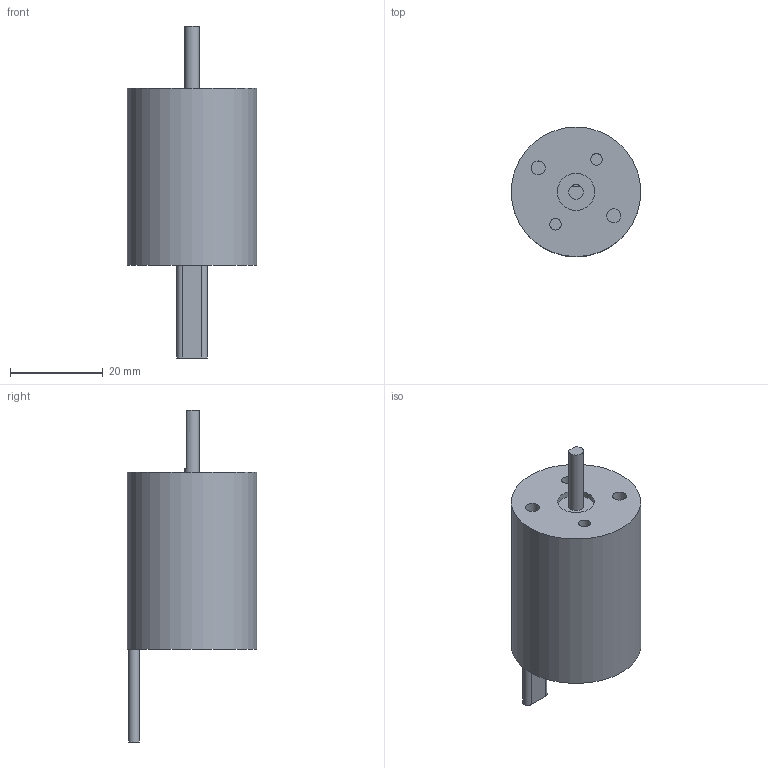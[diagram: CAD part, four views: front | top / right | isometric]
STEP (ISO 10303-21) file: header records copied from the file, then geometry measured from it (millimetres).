
FILE_DESCRIPTION(/* description */ (''),/* implementation_level */ '2;1');
FILE_NAME(/* name */ 'S2838 BL Motor .step',/* time_stamp */ '2023-05-17T14:44:36-04:00',/* author */ (''),/* organization */ (''),/* preprocessor_version */ 'ST-DEVELOPER v19.2',/* originating_system */ 'Autodesk Translation Framework v12.4.0.73',/* authorisation */ '');
FILE_SCHEMA (('AUTOMOTIVE_DESIGN { 1 0 10303 214 3 1 1 }'));
Length unit declared in the file: millimetre
Products named in the file (1): S2838 BL Motor
Bounding box: 27.85 x 27.85 x 71.4 mm (x, y, z)
Volume: 23142.8 mm3; surface area: 5426.4 mm2
Topology: 1 solids, 1 shells, 24 faces, 42 edges, 28 vertices
Faces by surface type: plane 14, cylinder 10
Full cylindrical faces by diameter (mm): 2.5 x2, 3 x2, 3.175 x1, 8 x2, 27.85 x1
Entity records: 646 total; most frequent: DIRECTION 114, CARTESIAN_POINT 95, ORIENTED_EDGE 84, AXIS2_PLACEMENT_3D 47, EDGE_CURVE 42, EDGE_LOOP 32, VERTEX_POINT 28, FACE_OUTER_BOUND 24
